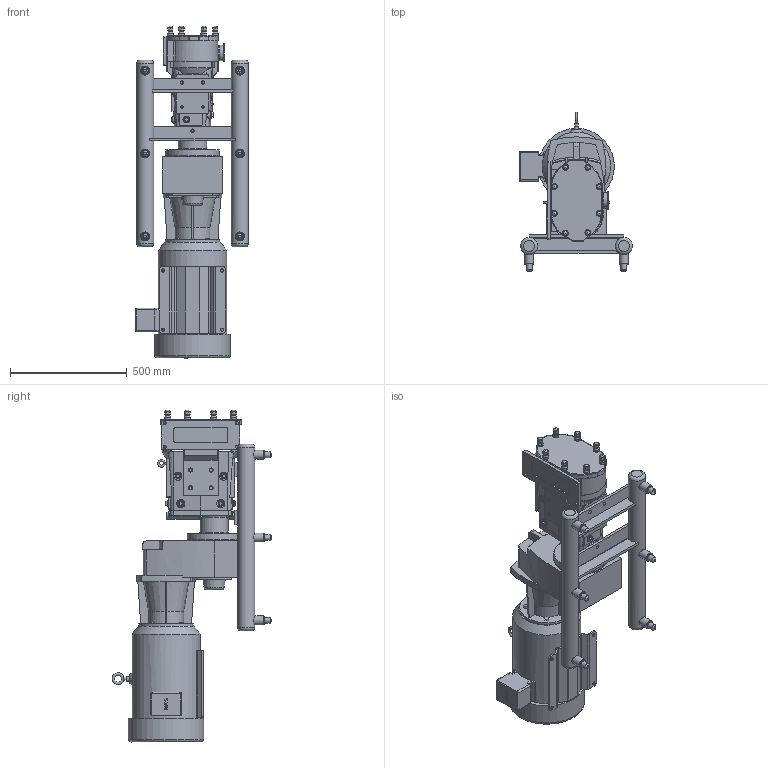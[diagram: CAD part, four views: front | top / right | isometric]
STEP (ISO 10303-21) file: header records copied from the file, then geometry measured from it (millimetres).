
FILE_DESCRIPTION(/* description */ (''),/* implementation_level */ '2;1');
FILE_NAME(/* name */ 'U3_064U3_256TC_(2.53 x 9.09)x2.5_S-Line_20HP_LH_SM.stp',/* time_stamp */ '2021-05-24T19:10:22+06:00',/* author */ ('trtmhr'),/* organization */ (''),/* preprocessor_version */ 'ST-DEVELOPER v18.1',/* originating_system */ 'Autodesk Inventor 2020',/* authorisation */ '');
FILE_SCHEMA (('AUTOMOTIVE_DESIGN { 1 0 10303 214 3 1 1 }'));
Length unit declared in the file: inch
Products named in the file (1): U3_064U3_256TC_(2.53 x 9.09)x2.5_S-Line_20HP_LH_SM
Bounding box: 483.68 x 685.29 x 1424.41 mm (x, y, z)
Volume: 89091445 mm3; surface area: 2669084.2 mm2
Topology: 2 solids, 2 shells, 1053 faces, 2901 edges, 1921 vertices
Faces by surface type: plane 520, cylinder 316, torus 73, cone 70, bspline 62, sphere 12
Full cylindrical faces by diameter (mm): 7.62 x2, 7.798 x1, 10.719 x4, 13.462 x4, 13.487 x4, 14.3 x3, 14.478 x1, 15.24 x1, 19.05 x8, 19.304 x1, 23.876 x3, 25.4 x19, 29.21 x2, 31.75 x3, 35.052 x6, 38.1 x6, 63.5 x1, 65.761 x1, 65.786 x1, 66.777 x1, 77.495 x1, 120.65 x1, 229.997 x1, 230.124 x1, 232.994 x1, 292.329 x1, 324.612 x1
Entity records: 35835 total; most frequent: CARTESIAN_POINT 8565, ORIENTED_EDGE 5764, DIRECTION 5717, EDGE_CURVE 2882, AXIS2_PLACEMENT_3D 2156, VERTEX_POINT 1921, LINE 1405, VECTOR 1405
